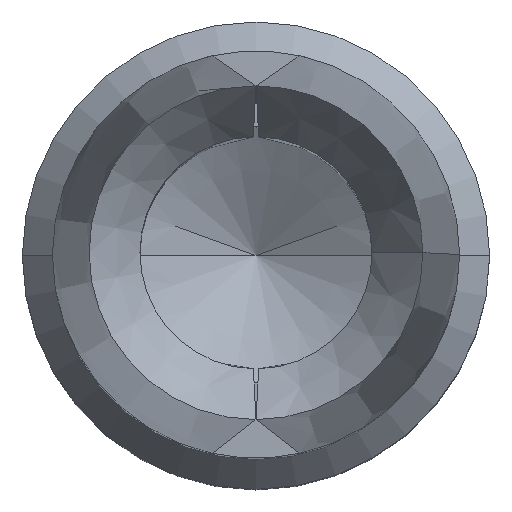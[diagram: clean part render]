
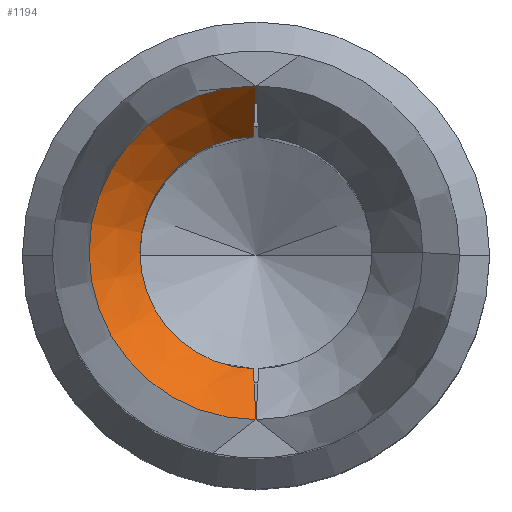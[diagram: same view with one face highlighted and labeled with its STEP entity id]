
A CAD part, top view. The second image highlights one B-rep face of the part: STEP entity #1194.
In plain terms, the highlighted conical face has half-angle 37.306 degrees and reference radius 0.636 mm.
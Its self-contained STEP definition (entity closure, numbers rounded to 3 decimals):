
#265=CARTESIAN_POINT('',(0.,0.75,
7.332));
#273=CARTESIAN_POINT('',(0.,-0.75,
7.332));
#397=CARTESIAN_POINT('',(0.,0.,7.032));
#398=DIRECTION('',(0.,0.,-1.));
#399=DIRECTION('',(-0.023,-1.,0.));
#400=AXIS2_PLACEMENT_3D('',#397,#398,#399);
#450=CARTESIAN_POINT('',(0.,0.,7.332));
#451=DIRECTION('',(0.,0.,-1.));
#452=DIRECTION('',(0.,-1.,0.));
#453=AXIS2_PLACEMENT_3D('',#450,#451,#452);
#455=CARTESIAN_POINT('',(0.,0.75,
7.332));
#456=CARTESIAN_POINT('',(-0.001,0.724,
7.298));
#457=CARTESIAN_POINT('',(-0.004,0.672,
7.23));
#458=CARTESIAN_POINT('',(-0.008,0.596,
7.13));
#459=CARTESIAN_POINT('',(-0.011,0.546,
7.065));
#460=CARTESIAN_POINT('',(-0.012,0.521,
7.032));
#462=CARTESIAN_POINT('',(-0.012,-0.521,
7.032));
#463=CARTESIAN_POINT('',(-0.011,-0.546,
7.064));
#464=CARTESIAN_POINT('',(-0.008,-0.596,
7.13));
#465=CARTESIAN_POINT('',(-0.004,-0.672,
7.23));
#466=CARTESIAN_POINT('',(-0.001,-0.724,
7.298));
#467=CARTESIAN_POINT('',(0.,-0.75,
7.332));
#557=VERTEX_POINT('',#273);
#559=VERTEX_POINT('',#462);
#579=VERTEX_POINT('',#265);
#581=VERTEX_POINT('',#460);
#1183=CARTESIAN_POINT('',(0.,0.,7.182));
#1184=DIRECTION('',(0.,0.,1.));
#1185=DIRECTION('',(-1.,0.,0.));
#1186=AXIS2_PLACEMENT_3D('',#1183,#1184,#1185);
#1187=CONICAL_SURFACE('',#1186,0.636,37.306);
#1188=ORIENTED_EDGE('',*,*,#964,.T.);
#1189=ORIENTED_EDGE('',*,*,#944,.T.);
#1190=ORIENTED_EDGE('',*,*,#1160,.F.);
#1191=ORIENTED_EDGE('',*,*,#924,.T.);
#1192=EDGE_LOOP('',(#1188,#1189,#1190,#1191));
#1193=FACE_OUTER_BOUND('',#1192,.F.);
#1194=ADVANCED_FACE('',(#1193),#1187,.F.);
#401=CIRCLE('',#400,0.521);
#454=CIRCLE('',#453,0.75);
#461=B_SPLINE_CURVE_WITH_KNOTS('',3,(#455,#456,#457,#458,#459,#460),
.UNSPECIFIED.,.F.,.F.,(4,1,1,4),(0.,0.333,0.667,1.),
.UNSPECIFIED.);
#468=B_SPLINE_CURVE_WITH_KNOTS('',3,(#462,#463,#464,#465,#466,#467),
.UNSPECIFIED.,.F.,.F.,(4,1,1,4),(0.,0.333,0.667,1.),
.UNSPECIFIED.);
#924=EDGE_CURVE('',#559,#557,#468,.T.);
#944=EDGE_CURVE('',#579,#581,#461,.T.);
#964=EDGE_CURVE('',#557,#579,#454,.T.);
#1160=EDGE_CURVE('',#559,#581,#401,.T.);
